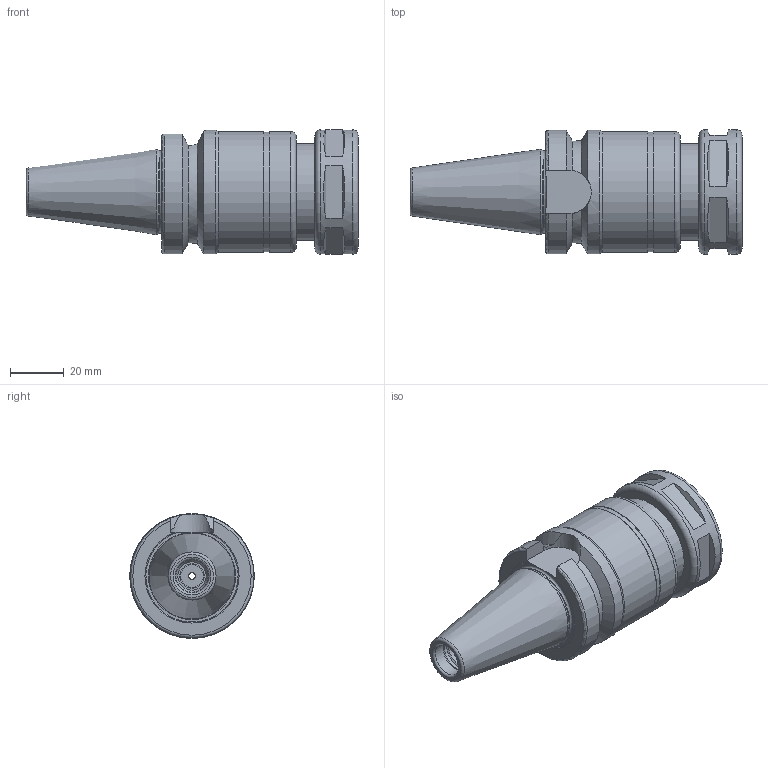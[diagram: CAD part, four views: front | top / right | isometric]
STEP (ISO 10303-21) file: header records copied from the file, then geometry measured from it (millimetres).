
FILE_DESCRIPTION((''),'2;1');
FILE_NAME('254010122075-3D.stp','2020-04-13T14:01:45',('nttooll'),(''),'Autodesk Inventor 2012','Autodesk Inventor 2012','');
FILE_SCHEMA(('AUTOMOTIVE_DESIGN { 1 0 10303 214 1 1 1 1 }'));
Length unit declared in the file: millimetre
Products named in the file (1): 254010122075-3D
Bounding box: 123.4 x 46.3 x 46.3 mm (x, y, z)
Volume: 90240.1 mm3; surface area: 28858.9 mm2
Topology: 1 solids, 1 shells, 95 faces, 184 edges, 114 vertices
Faces by surface type: plane 42, cylinder 28, cone 17, torus 8
Full cylindrical faces by diameter (mm): 2.5 x1, 8.5 x1, 9 x1, 10.5 x1, 12 x1, 12.5 x1, 12.9 x1, 17.5 x1, 18 x1, 21.8 x1, 21.9 x1, 23 x2, 24 x1, 28 x1, 30.4 x1, 30.8 x1, 32.5 x1, 36 x2, 44.6 x1, 45 x2, 46 x1, 46.3 x1
Entity records: 2215 total; most frequent: CARTESIAN_POINT 402, DIRECTION 399, ORIENTED_EDGE 268, AXIS2_PLACEMENT_3D 182, EDGE_LOOP 167, EDGE_CURVE 134, VERTEX_POINT 111, FACE_OUTER_BOUND 95
